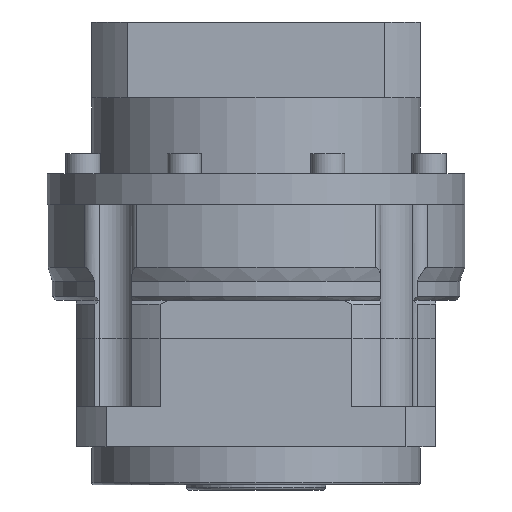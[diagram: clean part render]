
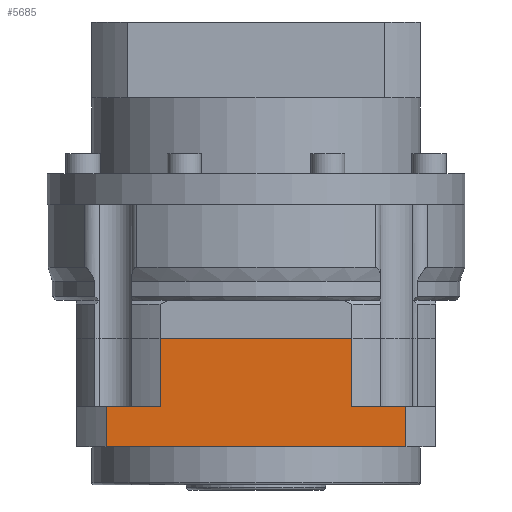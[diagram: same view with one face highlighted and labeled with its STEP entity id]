
A CAD part, front view. The second image highlights one B-rep face of the part: STEP entity #5685.
In plain terms, the highlighted planar face has unit normal (0, -1, 0).
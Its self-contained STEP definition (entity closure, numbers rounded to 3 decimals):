
#38 = EDGE_CURVE ( 'NONE', #13460, #1167, #986, .T. ) ;
#105 = CARTESIAN_POINT ( 'NONE',  ( 59.29, -71., -92. ) ) ;
#173 = CARTESIAN_POINT ( 'NONE',  ( 59.29, -71., -92. ) ) ;
#388 = CARTESIAN_POINT ( 'NONE',  ( 37.937, -71., -108. ) ) ;
#825 = LINE ( 'NONE', #173, #13952 ) ;
#986 = LINE ( 'NONE', #12234, #7448 ) ;
#1167 = VERTEX_POINT ( 'NONE', #6868 ) ;
#1181 = EDGE_CURVE ( 'NONE', #2494, #13460, #825, .T. ) ;
#1454 = EDGE_CURVE ( 'NONE', #9515, #5169, #7166, .T. ) ;
#1539 = ORIENTED_EDGE ( 'NONE', *, *, #38, .T. ) ;
#1710 = EDGE_CURVE ( 'NONE', #9515, #13019, #9188, .T. ) ;
#1743 = ORIENTED_EDGE ( 'NONE', *, *, #9791, .F. ) ;
#2099 = CARTESIAN_POINT ( 'NONE',  ( -37.937, -71., -65. ) ) ;
#2494 = VERTEX_POINT ( 'NONE', #2894 ) ;
#2689 = EDGE_CURVE ( 'NONE', #13019, #1167, #10394, .T. ) ;
#2894 = CARTESIAN_POINT ( 'NONE',  ( -37.937, -71., -92. ) ) ;
#3111 = CARTESIAN_POINT ( 'NONE',  ( -37.937, -71., -108. ) ) ;
#3569 = CARTESIAN_POINT ( 'NONE',  ( 59.29, -71., -65. ) ) ;
#3995 = FACE_OUTER_BOUND ( 'NONE', #9692, .T. ) ;
#4497 = VECTOR ( 'NONE', #12521, 1000. ) ;
#4678 = DIRECTION ( 'NONE',  ( -1., 0., 0. ) ) ;
#5169 = VERTEX_POINT ( 'NONE', #11608 ) ;
#5416 = CARTESIAN_POINT ( 'NONE',  ( -59.29, -71., -92. ) ) ;
#5563 = ORIENTED_EDGE ( 'NONE', *, *, #1454, .T. ) ;
#5685 = ADVANCED_FACE ( 'NONE', ( #3995 ), #11679, .T. ) ;
#5982 = VERTEX_POINT ( 'NONE', #6127 ) ;
#6127 = CARTESIAN_POINT ( 'NONE',  ( 37.937, -71., -65. ) ) ;
#6276 = VECTOR ( 'NONE', #9001, 1000. ) ;
#6482 = AXIS2_PLACEMENT_3D ( 'NONE', #11812, #11559, #11530 ) ;
#6806 = VECTOR ( 'NONE', #12365, 1000. ) ;
#6857 = VECTOR ( 'NONE', #12128, 1000. ) ;
#6868 = CARTESIAN_POINT ( 'NONE',  ( -59.29, -71., -108. ) ) ;
#7166 = LINE ( 'NONE', #105, #6857 ) ;
#7448 = VECTOR ( 'NONE', #8728, 1000. ) ;
#7792 = LINE ( 'NONE', #388, #4497 ) ;
#8305 = ORIENTED_EDGE ( 'NONE', *, *, #1710, .F. ) ;
#8515 = ORIENTED_EDGE ( 'NONE', *, *, #1181, .T. ) ;
#8728 = DIRECTION ( 'NONE',  ( 0., 0., -1. ) ) ;
#9001 = DIRECTION ( 'NONE',  ( 0., 0., -1. ) ) ;
#9188 = LINE ( 'NONE', #10452, #6276 ) ;
#9379 = LINE ( 'NONE', #3569, #6806 ) ;
#9474 = CARTESIAN_POINT ( 'NONE',  ( 59.29, -71., -108. ) ) ;
#9515 = VERTEX_POINT ( 'NONE', #13314 ) ;
#9692 = EDGE_LOOP ( 'NONE', ( #13506, #13716, #8515, #1539, #11917, #8305, #5563, #1743 ) ) ;
#9791 = EDGE_CURVE ( 'NONE', #5982, #5169, #7792, .T. ) ;
#10105 = EDGE_CURVE ( 'NONE', #2494, #12927, #14250, .T. ) ;
#10394 = LINE ( 'NONE', #9474, #12107 ) ;
#10452 = CARTESIAN_POINT ( 'NONE',  ( 59.29, -71., -92. ) ) ;
#11385 = VECTOR ( 'NONE', #13022, 1000. ) ;
#11530 = DIRECTION ( 'NONE',  ( 0., 0., -1. ) ) ;
#11559 = DIRECTION ( 'NONE',  ( 0., -1., 0. ) ) ;
#11608 = CARTESIAN_POINT ( 'NONE',  ( 37.937, -71., -92. ) ) ;
#11679 = PLANE ( 'NONE',  #6482 ) ;
#11812 = CARTESIAN_POINT ( 'NONE',  ( 59.29, -71., -92. ) ) ;
#11917 = ORIENTED_EDGE ( 'NONE', *, *, #2689, .F. ) ;
#12107 = VECTOR ( 'NONE', #13854, 1000. ) ;
#12128 = DIRECTION ( 'NONE',  ( -1., 0., 0. ) ) ;
#12234 = CARTESIAN_POINT ( 'NONE',  ( -59.29, -71., -92. ) ) ;
#12365 = DIRECTION ( 'NONE',  ( 1., 0., 0. ) ) ;
#12515 = EDGE_CURVE ( 'NONE', #12927, #5982, #9379, .T. ) ;
#12521 = DIRECTION ( 'NONE',  ( 0., 0., -1. ) ) ;
#12927 = VERTEX_POINT ( 'NONE', #2099 ) ;
#13019 = VERTEX_POINT ( 'NONE', #13330 ) ;
#13022 = DIRECTION ( 'NONE',  ( 0., 0., 1. ) ) ;
#13314 = CARTESIAN_POINT ( 'NONE',  ( 59.29, -71., -92. ) ) ;
#13330 = CARTESIAN_POINT ( 'NONE',  ( 59.29, -71., -108. ) ) ;
#13460 = VERTEX_POINT ( 'NONE', #5416 ) ;
#13506 = ORIENTED_EDGE ( 'NONE', *, *, #12515, .F. ) ;
#13716 = ORIENTED_EDGE ( 'NONE', *, *, #10105, .F. ) ;
#13854 = DIRECTION ( 'NONE',  ( -1., 0., 0. ) ) ;
#13952 = VECTOR ( 'NONE', #4678, 1000. ) ;
#14250 = LINE ( 'NONE', #3111, #11385 ) ;
